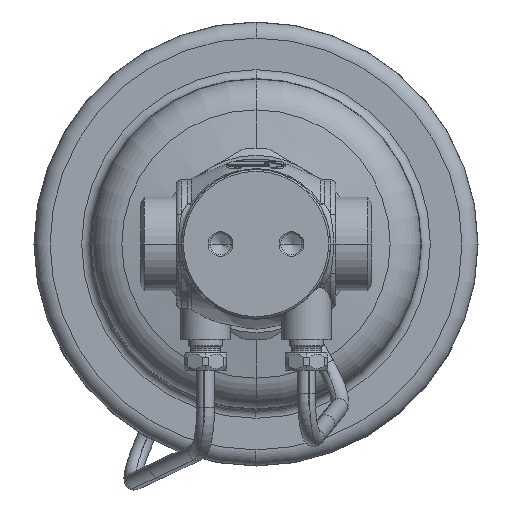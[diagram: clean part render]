
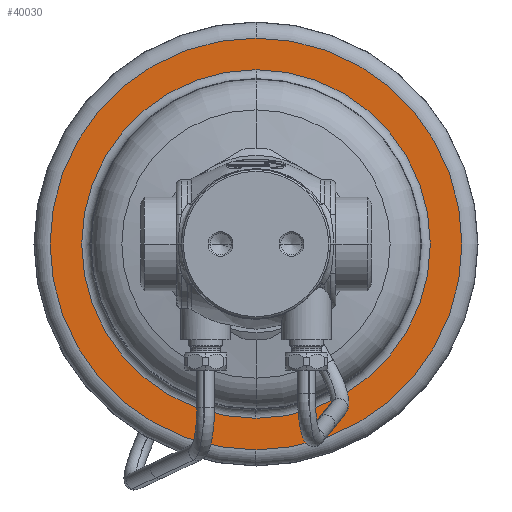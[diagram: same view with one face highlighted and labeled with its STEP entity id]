
A CAD part, front view. The second image highlights one B-rep face of the part: STEP entity #40030.
In plain terms, the highlighted face is planar.
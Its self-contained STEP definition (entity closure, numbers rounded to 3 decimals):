
#35213=CARTESIAN_POINT('',(23.5,0.,0.));
#35214=DIRECTION('',(1.,0.,0.));
#35215=DIRECTION('',(0.,1.,0.));
#35216=AXIS2_PLACEMENT_3D('',#35213,#35214,#35215);
#35218=CARTESIAN_POINT('',(23.5,0.,0.));
#35219=DIRECTION('',(-1.,0.,0.));
#35220=DIRECTION('',(0.,1.,0.));
#35221=AXIS2_PLACEMENT_3D('',#35218,#35219,#35220);
#35233=CARTESIAN_POINT('',(23.5,0.,0.));
#35234=DIRECTION('',(-1.,0.,0.));
#35235=DIRECTION('',(0.,1.,0.));
#35236=AXIS2_PLACEMENT_3D('',#35233,#35234,#35235);
#35238=CARTESIAN_POINT('',(23.5,0.,0.));
#35239=DIRECTION('',(1.,0.,0.));
#35240=DIRECTION('',(0.,1.,0.));
#35241=AXIS2_PLACEMENT_3D('',#35238,#35239,#35240);
#38494=CARTESIAN_POINT('',(23.5,58.05,0.));
#38496=VERTEX_POINT('',#38494);
#38497=CARTESIAN_POINT('',(23.5,49.137,0.));
#38499=VERTEX_POINT('',#38497);
#38526=CARTESIAN_POINT('',(23.5,-58.05,0.));
#38528=VERTEX_POINT('',#38526);
#38529=CARTESIAN_POINT('',(23.5,-49.137,0.));
#38531=VERTEX_POINT('',#38529);
#40015=CARTESIAN_POINT('',(23.5,0.,0.));
#40016=DIRECTION('',(1.,0.,0.));
#40017=DIRECTION('',(0.,-1.,0.));
#40018=AXIS2_PLACEMENT_3D('',#40015,#40016,#40017);
#40019=PLANE('',#40018);
#40020=ORIENTED_EDGE('',*,*,#39997,.T.);
#40021=ORIENTED_EDGE('',*,*,#40008,.F.);
#40022=EDGE_LOOP('',(#40020,#40021));
#40023=FACE_OUTER_BOUND('',#40022,.F.);
#40025=ORIENTED_EDGE('',*,*,#40024,.T.);
#40027=ORIENTED_EDGE('',*,*,#40026,.F.);
#40028=EDGE_LOOP('',(#40025,#40027));
#40029=FACE_BOUND('',#40028,.F.);
#35217=CIRCLE('',#35216,58.05);
#35222=CIRCLE('',#35221,58.05);
#35237=CIRCLE('',#35236,49.137);
#35242=CIRCLE('',#35241,49.137);
#39997=EDGE_CURVE('',#38496,#38528,#35217,.T.);
#40008=EDGE_CURVE('',#38496,#38528,#35222,.T.);
#40024=EDGE_CURVE('',#38499,#38531,#35237,.T.);
#40026=EDGE_CURVE('',#38499,#38531,#35242,.T.);
#40030=ADVANCED_FACE('',(#40023,#40029),#40019,.F.);
